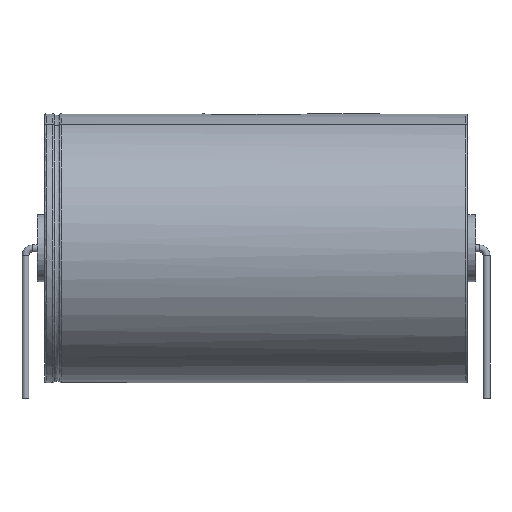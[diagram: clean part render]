
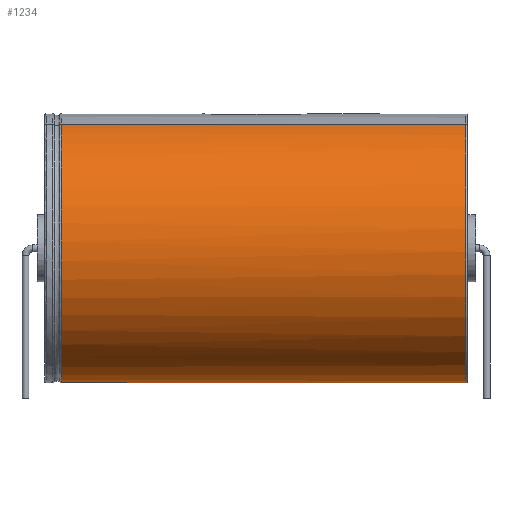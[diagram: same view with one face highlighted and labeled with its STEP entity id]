
A CAD part, front view. The second image highlights one B-rep face of the part: STEP entity #1234.
In plain terms, the highlighted cylindrical face has radius 17.5 mm (diameter 35 mm), a partial arc.
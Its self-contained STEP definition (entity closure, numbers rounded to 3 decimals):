
#552=VERTEX_POINT('',#553);
#553=CARTESIAN_POINT('',(57.3,-6.697,33.668));
#559=EDGE_CURVE('',#560,#552,#562,.T.);
#560=VERTEX_POINT('',#561);
#561=CARTESIAN_POINT('',(4.635,-6.697,33.668));
#562=LINE('',#563,#564);
#563=CARTESIAN_POINT('',(4.5,-6.697,33.668));
#564=VECTOR('',#565,1.);
#565=DIRECTION('',(1.,0.,0.));
#607=DIRECTION('',(-1.,0.,0.));
#712=VERTEX_POINT('',#713);
#713=CARTESIAN_POINT('',(57.3,6.697,33.668));
#717=DIRECTION('',(0.,0.383,0.924));
#718=ORIENTED_EDGE('',*,*,#719,.F.);
#719=EDGE_CURVE('',#720,#712,#722,.T.);
#720=VERTEX_POINT('',#721);
#721=CARTESIAN_POINT('',(4.635,6.697,33.668));
#722=LINE('',#723,#564);
#723=CARTESIAN_POINT('',(4.5,6.697,33.668));
#1154=ORIENTED_EDGE('',*,*,#1155,.T.);
#1155=EDGE_CURVE('',#720,#560,#1156,.T.);
#1156=B_SPLINE_CURVE_WITH_KNOTS('',13,(#1157,#1158,#1159,#1160,#1161,#1162,#1163,#1164,#1165,#1166,#1167,#1168,#1169,#1170,#1171,#1172,#1173,#1174,#1175,#1176,#1177,#1178,#1179,#1180,#1181,#1182,#1183,#1184,#1185,#1186,#1187,#1188,#1189,#1190,#1191,#1192,#1193,#1194),.UNSPECIFIED.,.F.,.F.,(14,12,12,14),(-4.099,0.,96.211,100.311),.UNSPECIFIED.);
#1157=CARTESIAN_POINT('',(4.635,2.91,35.237));
#1158=CARTESIAN_POINT('',(4.635,3.203,35.115));
#1159=CARTESIAN_POINT('',(4.635,3.496,34.994));
#1160=CARTESIAN_POINT('',(4.635,3.789,34.873));
#1161=CARTESIAN_POINT('',(4.635,4.081,34.751));
#1162=CARTESIAN_POINT('',(4.635,4.373,34.63));
#1163=CARTESIAN_POINT('',(4.635,4.665,34.51));
#1164=CARTESIAN_POINT('',(4.635,4.956,34.389));
#1165=CARTESIAN_POINT('',(4.635,5.247,34.268));
#1166=CARTESIAN_POINT('',(4.635,5.538,34.148));
#1167=CARTESIAN_POINT('',(4.635,5.828,34.028));
#1168=CARTESIAN_POINT('',(4.635,6.118,33.908));
#1169=CARTESIAN_POINT('',(4.635,6.408,33.788));
#1170=CARTESIAN_POINT('',(4.635,13.487,30.855));
#1171=CARTESIAN_POINT('',(4.635,19.095,24.913));
#1172=CARTESIAN_POINT('',(4.635,21.808,16.384));
#1173=CARTESIAN_POINT('',(4.635,20.293,6.908));
#1174=CARTESIAN_POINT('',(4.635,14.484,-1.089));
#1175=CARTESIAN_POINT('',(4.635,5.514,-6.178));
#1176=CARTESIAN_POINT('',(4.635,-5.514,-6.178));
#1177=CARTESIAN_POINT('',(4.635,-14.484,-1.089));
#1178=CARTESIAN_POINT('',(4.635,-20.293,6.908));
#1179=CARTESIAN_POINT('',(4.635,-21.808,16.384));
#1180=CARTESIAN_POINT('',(4.635,-19.095,24.913));
#1181=CARTESIAN_POINT('',(4.635,-13.487,30.855));
#1182=CARTESIAN_POINT('',(4.635,-6.408,33.788));
#1183=CARTESIAN_POINT('',(4.635,-6.118,33.908));
#1184=CARTESIAN_POINT('',(4.635,-5.828,34.028));
#1185=CARTESIAN_POINT('',(4.635,-5.538,34.148));
#1186=CARTESIAN_POINT('',(4.635,-5.247,34.268));
#1187=CARTESIAN_POINT('',(4.635,-4.956,34.389));
#1188=CARTESIAN_POINT('',(4.635,-4.665,34.51));
#1189=CARTESIAN_POINT('',(4.635,-4.373,34.63));
#1190=CARTESIAN_POINT('',(4.635,-4.081,34.751));
#1191=CARTESIAN_POINT('',(4.635,-3.789,34.873));
#1192=CARTESIAN_POINT('',(4.635,-3.496,34.994));
#1193=CARTESIAN_POINT('',(4.635,-3.203,35.115));
#1194=CARTESIAN_POINT('',(4.635,-2.91,35.237));
#1234=ADVANCED_FACE('',(#1235),#1243,.T.);
#1235=FACE_BOUND('',#1236,.F.);
#1236=EDGE_LOOP('',(#718,#1154,#1237,#1238));
#1237=ORIENTED_EDGE('',*,*,#559,.T.);
#1238=ORIENTED_EDGE('',*,*,#1239,.F.);
#1239=EDGE_CURVE('',#712,#552,#1240,.T.);
#1240=CIRCLE('',#1241,17.5);
#1241=AXIS2_PLACEMENT_3D('',#1242,#607,#717);
#1242=CARTESIAN_POINT('',(57.3,0.,17.5));
#1243=CYLINDRICAL_SURFACE('',#1244,17.5);
#1244=AXIS2_PLACEMENT_3D('',#1245,#565,#717);
#1245=CARTESIAN_POINT('',(4.5,0.,17.5));
